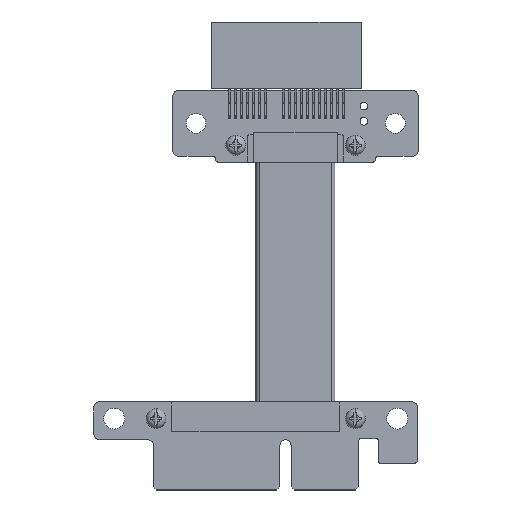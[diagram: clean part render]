
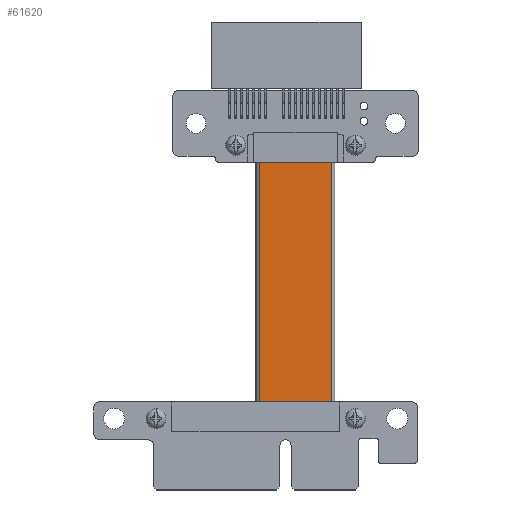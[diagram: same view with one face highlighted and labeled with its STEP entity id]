
A CAD part, top view. The second image highlights one B-rep face of the part: STEP entity #61620.
In plain terms, the highlighted face is planar.
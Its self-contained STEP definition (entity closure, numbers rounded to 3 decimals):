
#61583 = VERTEX_POINT('',#61584);
#61584 = CARTESIAN_POINT('',(12.065,-1.4,-43.));
#61602 = VERTEX_POINT('',#61603);
#61603 = CARTESIAN_POINT('',(12.065,-1.4,0.));
#61610 = EDGE_CURVE('',#61583,#61602,#61611,.T.);
#61611 = LINE('',#61612,#61613);
#61612 = CARTESIAN_POINT('',(12.065,-1.4,-43.));
#61613 = VECTOR('',#61614,1.);
#61614 = DIRECTION('',(0.,0.,1.));
#61620 = ADVANCED_FACE('',(#61621),#61646,.T.);
#61621 = FACE_BOUND('',#61622,.T.);
#61622 = EDGE_LOOP('',(#61623,#61631,#61639,#61645));
#61623 = ORIENTED_EDGE('',*,*,#61624,.F.);
#61624 = EDGE_CURVE('',#61625,#61602,#61627,.T.);
#61625 = VERTEX_POINT('',#61626);
#61626 = CARTESIAN_POINT('',(0.,-1.4,
    0.));
#61627 = LINE('',#61628,#61629);
#61628 = CARTESIAN_POINT('',(6.032,-1.4,0.));
#61629 = VECTOR('',#61630,1.);
#61630 = DIRECTION('',(1.,0.,0.));
#61631 = ORIENTED_EDGE('',*,*,#61632,.F.);
#61632 = EDGE_CURVE('',#61633,#61625,#61635,.T.);
#61633 = VERTEX_POINT('',#61634);
#61634 = CARTESIAN_POINT('',(0.,-1.4,-43.)
  );
#61635 = LINE('',#61636,#61637);
#61636 = CARTESIAN_POINT('',(0.,-1.4,-43.)
  );
#61637 = VECTOR('',#61638,1.);
#61638 = DIRECTION('',(0.,0.,1.));
#61639 = ORIENTED_EDGE('',*,*,#61640,.T.);
#61640 = EDGE_CURVE('',#61633,#61583,#61641,.T.);
#61641 = LINE('',#61642,#61643);
#61642 = CARTESIAN_POINT('',(12.065,-1.4,-43.));
#61643 = VECTOR('',#61644,1.);
#61644 = DIRECTION('',(1.,0.,0.));
#61645 = ORIENTED_EDGE('',*,*,#61610,.T.);
#61646 = PLANE('',#61647);
#61647 = AXIS2_PLACEMENT_3D('',#61648,#61649,#61650);
#61648 = CARTESIAN_POINT('',(6.032,-1.4,-43.));
#61649 = DIRECTION('',(0.,-1.,0.));
#61650 = DIRECTION('',(0.,0.,-1.));
